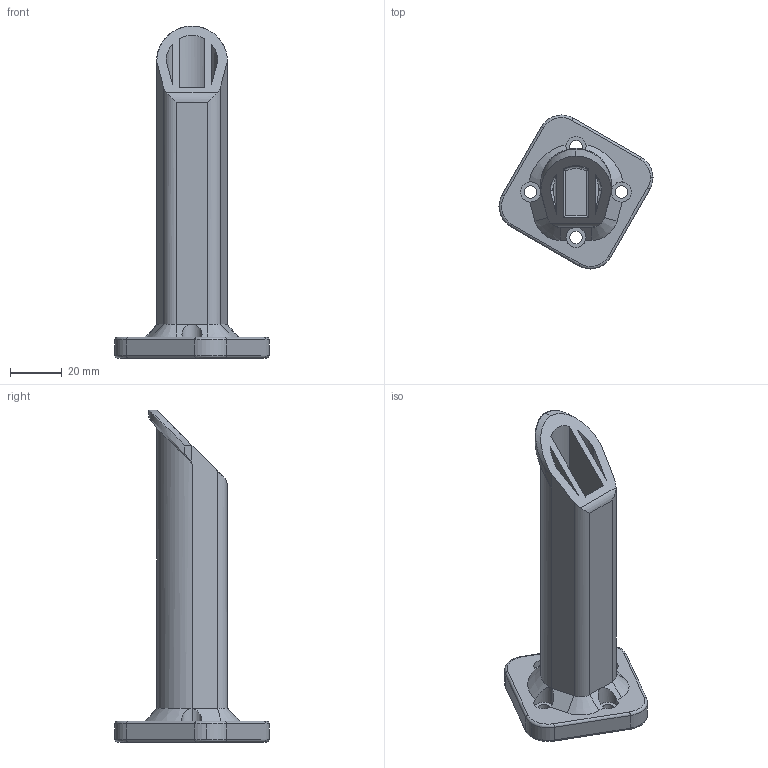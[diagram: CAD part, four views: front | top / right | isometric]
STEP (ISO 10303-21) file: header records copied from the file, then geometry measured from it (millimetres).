
FILE_DESCRIPTION (( 'STEP AP214' ), '1' );
FILE_NAME ('5lbm2spoolholder.STEP', '2014-05-06T19:54:07', ( '' ), ( '' ), 'SwSTEP 2.0', 'SolidWorks 2012', '' );
FILE_SCHEMA (( 'AUTOMOTIVE_DESIGN' ));
Length unit declared in the file: millimetre
Products named in the file (1): 5lbm2spoolholder
Bounding box: 59.39 x 59.39 x 128 mm (x, y, z)
Volume: 57453 mm3; surface area: 28552.4 mm2
Topology: 1 solids, 1 shells, 103 faces, 253 edges, 156 vertices
Faces by surface type: cylinder 44, plane 30, torus 21, bspline 4, cone 4
Entity records: 3963 total; most frequent: CARTESIAN_POINT 1510, DIRECTION 518, ORIENTED_EDGE 506, EDGE_CURVE 253, AXIS2_PLACEMENT_3D 206, VERTEX_POINT 156, EDGE_LOOP 115, CIRCLE 106
